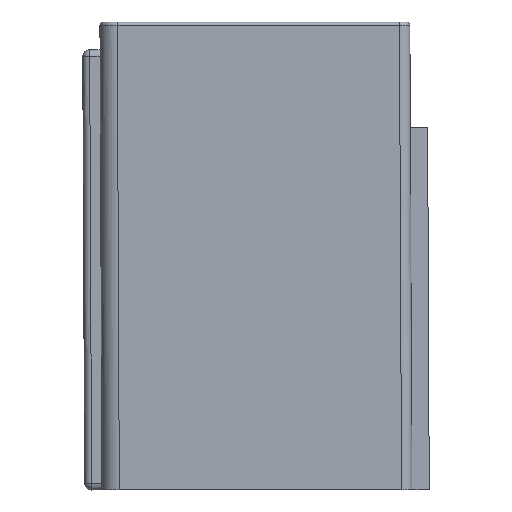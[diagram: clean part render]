
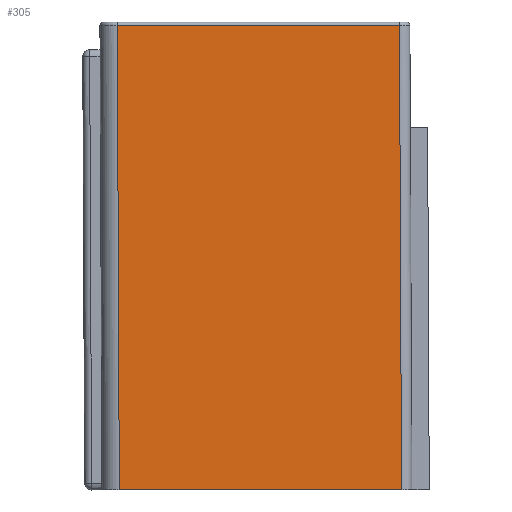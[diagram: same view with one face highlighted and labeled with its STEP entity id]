
A CAD part, left-side view. The second image highlights one B-rep face of the part: STEP entity #305.
In plain terms, the highlighted planar face has unit normal (-1, 0, 0).
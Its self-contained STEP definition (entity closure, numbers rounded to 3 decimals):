
#305=ADVANCED_FACE('',(#786),#618,.T.);
#618=PLANE('',#5659);
#786=FACE_OUTER_BOUND('',#1095,.T.);
#1095=EDGE_LOOP('',(#2614,#2615,#2616,#2617));
#1438=LINE('',#7872,#2021);
#1439=LINE('',#7875,#2022);
#1440=LINE('',#7877,#2023);
#1441=LINE('',#7879,#2024);
#2021=VECTOR('',#6215,1.);
#2022=VECTOR('',#6216,1.);
#2023=VECTOR('',#6217,1.);
#2024=VECTOR('',#6218,1.);
#2614=ORIENTED_EDGE('',*,*,#4750,.T.);
#2615=ORIENTED_EDGE('',*,*,#4751,.T.);
#2616=ORIENTED_EDGE('',*,*,#4752,.T.);
#2617=ORIENTED_EDGE('',*,*,#4753,.T.);
#4242=VERTEX_POINT('',#7873);
#4243=VERTEX_POINT('',#7874);
#4244=VERTEX_POINT('',#7876);
#4245=VERTEX_POINT('',#7878);
#4750=EDGE_CURVE('',#4242,#4243,#1438,.T.);
#4751=EDGE_CURVE('',#4243,#4244,#1439,.T.);
#4752=EDGE_CURVE('',#4244,#4245,#1440,.T.);
#4753=EDGE_CURVE('',#4245,#4242,#1441,.T.);
#5659=AXIS2_PLACEMENT_3D('',#7880,#6219,#6220);
#6215=DIRECTION('',(0.,0.004,1.));
#6216=DIRECTION('',(0.,1.,0.));
#6217=DIRECTION('',(0.,-0.004,-1.));
#6218=DIRECTION('',(0.,-1.,0.));
#6219=DIRECTION('',(-1.,0.,0.));
#6220=DIRECTION('',(0.,0.,1.));
#7872=CARTESIAN_POINT('',(-5.312,-0.594,-0.001));
#7873=CARTESIAN_POINT('',(-5.312,-0.652,-13.5));
#7874=CARTESIAN_POINT('',(-5.312,-0.594,-0.1));
#7875=CARTESIAN_POINT('',(-5.312,-0.894,-0.1));
#7876=CARTESIAN_POINT('',(-5.312,7.548,-0.1));
#7877=CARTESIAN_POINT('',(-5.312,7.548,-0.037));
#7878=CARTESIAN_POINT('',(-5.312,7.489,-13.5));
#7879=CARTESIAN_POINT('',(-5.312,-0.894,-13.5));
#7880=CARTESIAN_POINT('',(-5.312,-0.894,0.));
